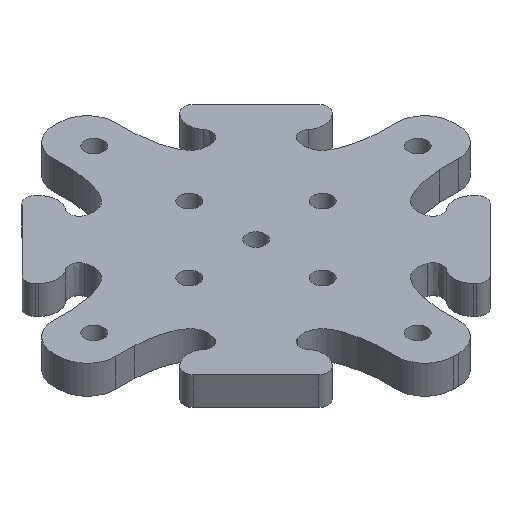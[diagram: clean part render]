
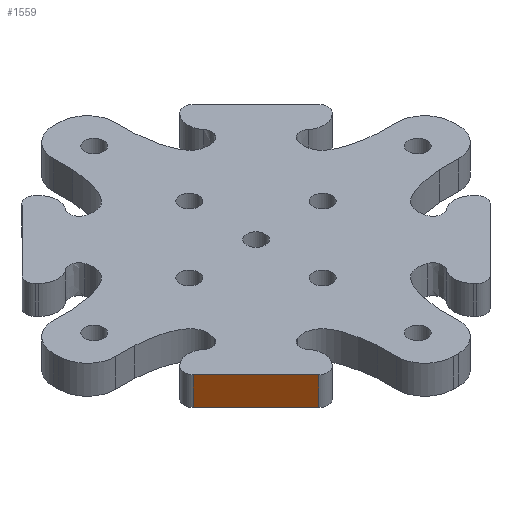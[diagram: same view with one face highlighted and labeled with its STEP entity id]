
A CAD part, isometric view. The second image highlights one B-rep face of the part: STEP entity #1559.
In plain terms, the highlighted planar face has unit normal (-0.707, -0.707, 0).
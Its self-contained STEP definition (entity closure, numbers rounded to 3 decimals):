
#67=PLANE('',#1694);
#184=LINE('',#2770,#296);
#226=LINE('',#2945,#338);
#227=LINE('',#2948,#339);
#228=LINE('',#2949,#340);
#296=VECTOR('',#1784,10.);
#338=VECTOR('',#1962,10.);
#339=VECTOR('',#1965,10.);
#340=VECTOR('',#1966,10.);
#437=FACE_OUTER_BOUND('',#530,.T.);
#530=EDGE_LOOP('',(#1246,#1247,#1248,#1249));
#687=VERTEX_POINT('',#2766);
#689=VERTEX_POINT('',#2769);
#754=VERTEX_POINT('',#2943);
#755=VERTEX_POINT('',#2947);
#853=EDGE_CURVE('',#687,#689,#184,.T.);
#945=EDGE_CURVE('',#754,#687,#226,.T.);
#946=EDGE_CURVE('',#755,#754,#227,.T.);
#947=EDGE_CURVE('',#689,#755,#228,.T.);
#1246=ORIENTED_EDGE('',*,*,#945,.F.);
#1247=ORIENTED_EDGE('',*,*,#946,.F.);
#1248=ORIENTED_EDGE('',*,*,#947,.F.);
#1249=ORIENTED_EDGE('',*,*,#853,.F.);
#1559=ADVANCED_FACE('',(#437),#67,.F.);
#1694=AXIS2_PLACEMENT_3D('',#2946,#1963,#1964);
#1784=DIRECTION('',(-0.707,0.707,0.));
#1962=DIRECTION('',(0.,0.,-1.));
#1963=DIRECTION('center_axis',(0.707,0.707,0.));
#1964=DIRECTION('ref_axis',(0.,0.,-1.));
#1965=DIRECTION('',(0.707,-0.707,0.));
#1966=DIRECTION('',(0.,0.,1.));
#2766=CARTESIAN_POINT('',(-9.,-15.586,-3.));
#2769=CARTESIAN_POINT('',(-15.586,-9.,-3.));
#2770=CARTESIAN_POINT('',(-14.293,-10.293,-3.));
#2943=CARTESIAN_POINT('',(-9.,-15.586,0.));
#2945=CARTESIAN_POINT('',(-9.,-15.586,-1.));
#2946=CARTESIAN_POINT('Origin',(-16.293,-8.293,-1.));
#2947=CARTESIAN_POINT('',(-15.586,-9.,0.));
#2948=CARTESIAN_POINT('',(-14.293,-10.293,0.));
#2949=CARTESIAN_POINT('',(-15.586,-9.,-1.));
